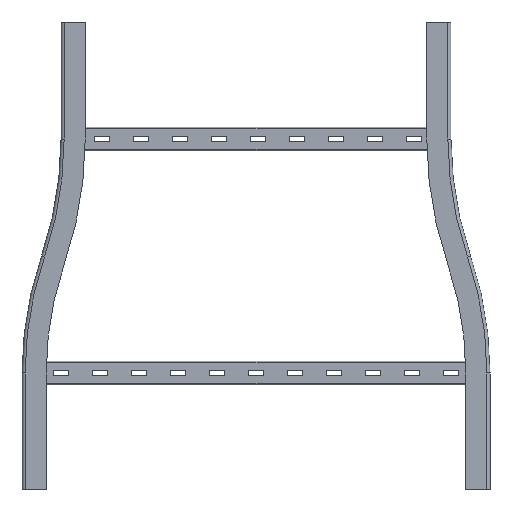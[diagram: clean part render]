
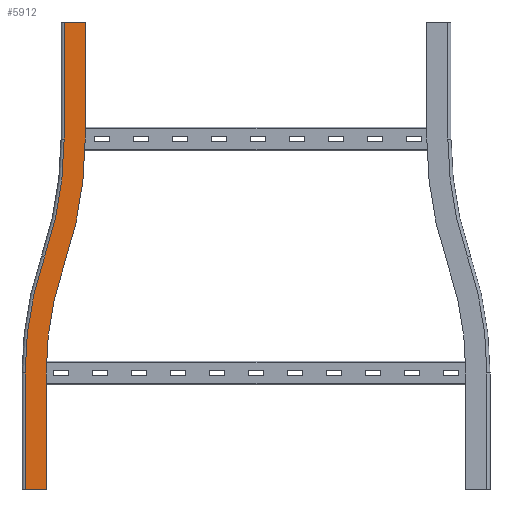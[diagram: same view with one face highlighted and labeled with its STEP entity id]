
A CAD part, front view. The second image highlights one B-rep face of the part: STEP entity #5912.
In plain terms, the highlighted planar face has unit normal (0, -1, 0).
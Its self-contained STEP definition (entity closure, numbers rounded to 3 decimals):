
#164=CIRCLE('',#6322,458.5);
#165=CIRCLE('',#6324,431.5);
#186=CIRCLE('',#6355,466.5);
#187=CIRCLE('',#6357,493.5);
#436=FACE_OUTER_BOUND('',#782,.T.);
#782=EDGE_LOOP('',(#4269,#4270,#4271,#4272,#4273,#4274,#4275,#4276,#4277,
#4278));
#1182=LINE('',#8644,#1880);
#1184=LINE('',#8650,#1882);
#1205=LINE('',#8786,#1903);
#1257=LINE('',#8898,#1955);
#1258=LINE('',#8900,#1956);
#1259=LINE('',#8901,#1957);
#1880=VECTOR('',#6921,10.);
#1882=VECTOR('',#6925,10.);
#1903=VECTOR('',#7094,10.);
#1955=VECTOR('',#7206,10.);
#1956=VECTOR('',#7207,10.);
#1957=VECTOR('',#7208,10.);
#2557=VERTEX_POINT('',#8640);
#2558=VERTEX_POINT('',#8642);
#2560=VERTEX_POINT('',#8647);
#2561=VERTEX_POINT('',#8649);
#2580=VERTEX_POINT('',#8706);
#2582=VERTEX_POINT('',#8711);
#2596=VERTEX_POINT('',#8760);
#2598=VERTEX_POINT('',#8765);
#2632=VERTEX_POINT('',#8894);
#2633=VERTEX_POINT('',#8899);
#3114=EDGE_CURVE('',#2557,#2558,#1182,.T.);
#3116=EDGE_CURVE('',#2560,#2561,#1184,.T.);
#3145=EDGE_CURVE('',#2580,#2557,#164,.T.);
#3147=EDGE_CURVE('',#2582,#2560,#165,.T.);
#3172=EDGE_CURVE('',#2596,#2580,#186,.T.);
#3174=EDGE_CURVE('',#2598,#2582,#187,.T.);
#3185=EDGE_CURVE('',#2561,#2558,#1205,.T.);
#3243=EDGE_CURVE('',#2596,#2632,#1257,.T.);
#3244=EDGE_CURVE('',#2633,#2598,#1258,.T.);
#3245=EDGE_CURVE('',#2632,#2633,#1259,.T.);
#4269=ORIENTED_EDGE('',*,*,#3243,.F.);
#4270=ORIENTED_EDGE('',*,*,#3172,.T.);
#4271=ORIENTED_EDGE('',*,*,#3145,.T.);
#4272=ORIENTED_EDGE('',*,*,#3114,.T.);
#4273=ORIENTED_EDGE('',*,*,#3185,.F.);
#4274=ORIENTED_EDGE('',*,*,#3116,.F.);
#4275=ORIENTED_EDGE('',*,*,#3147,.F.);
#4276=ORIENTED_EDGE('',*,*,#3174,.F.);
#4277=ORIENTED_EDGE('',*,*,#3244,.F.);
#4278=ORIENTED_EDGE('',*,*,#3245,.F.);
#5629=PLANE('',#6398);
#5912=ADVANCED_FACE('',(#436),#5629,.F.);
#6322=AXIS2_PLACEMENT_3D('',#8708,#6991,#6992);
#6324=AXIS2_PLACEMENT_3D('',#8713,#6996,#6997);
#6355=AXIS2_PLACEMENT_3D('',#8762,#7062,#7063);
#6357=AXIS2_PLACEMENT_3D('',#8767,#7067,#7068);
#6398=AXIS2_PLACEMENT_3D('',#8897,#7204,#7205);
#6921=DIRECTION('',(0.,0.,-1.));
#6925=DIRECTION('',(0.,0.,-1.));
#6991=DIRECTION('center_axis',(0.,-1.,0.));
#6992=DIRECTION('ref_axis',(-0.946,0.,0.324));
#6996=DIRECTION('center_axis',(0.,-1.,0.));
#6997=DIRECTION('ref_axis',(-0.946,0.,0.324));
#7062=DIRECTION('center_axis',(0.,1.,0.));
#7063=DIRECTION('ref_axis',(1.,0.,0.));
#7067=DIRECTION('center_axis',(0.,1.,0.));
#7068=DIRECTION('ref_axis',(1.,0.,0.));
#7094=DIRECTION('',(-1.,0.,0.));
#7204=DIRECTION('center_axis',(0.,1.,0.));
#7205=DIRECTION('ref_axis',(0.,0.,1.));
#7206=DIRECTION('',(0.,0.,1.));
#7207=DIRECTION('',(0.,0.,-1.));
#7208=DIRECTION('',(1.,0.,0.));
#8640=CARTESIAN_POINT('',(-77.,0.,-300.));
#8642=CARTESIAN_POINT('',(-77.,0.,-450.));
#8644=CARTESIAN_POINT('',(-77.,0.,-300.));
#8647=CARTESIAN_POINT('',(-50.,0.,-300.));
#8649=CARTESIAN_POINT('',(-50.,0.,-450.));
#8650=CARTESIAN_POINT('',(-50.,0.,-300.));
#8706=CARTESIAN_POINT('',(-52.216,0.,-151.297));
#8708=CARTESIAN_POINT('Origin',(381.5,0.,-300.));
#8711=CARTESIAN_POINT('',(-26.676,0.,-160.054));
#8713=CARTESIAN_POINT('Origin',(381.5,0.,
-300.));
#8760=CARTESIAN_POINT('',(-27.,0.,0.));
#8762=CARTESIAN_POINT('Origin',(-493.5,0.,
0.));
#8765=CARTESIAN_POINT('',(0.,0.,0.));
#8767=CARTESIAN_POINT('Origin',(-493.5,0.,
0.));
#8786=CARTESIAN_POINT('',(-50.,0.,-450.));
#8894=CARTESIAN_POINT('',(-27.,0.,150.));
#8897=CARTESIAN_POINT('Origin',(-60.786,0.,
75.));
#8898=CARTESIAN_POINT('',(-27.,0.,75.));
#8899=CARTESIAN_POINT('',(0.,0.,150.));
#8900=CARTESIAN_POINT('',(0.,0.,0.));
#8901=CARTESIAN_POINT('',(0.,0.,150.));
